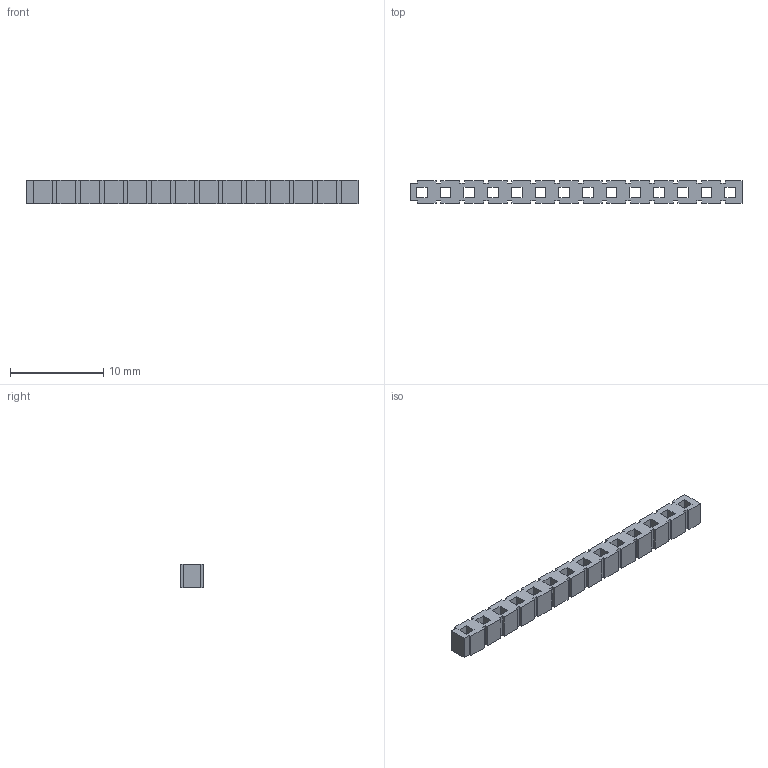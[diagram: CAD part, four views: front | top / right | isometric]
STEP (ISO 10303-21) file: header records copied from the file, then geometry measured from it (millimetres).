
FILE_DESCRIPTION(/* description */ (''),/* implementation_level */ '2;1');
FILE_NAME(/* name */ 'Stackable_Component2.step',/* time_stamp */ '2018-12-28T16:23:04-06:00',/* author */ ('tomservo63'),/* organization */ (''),/* preprocessor_version */ 'ST-DEVELOPER v17.2',/* originating_system */ 'Autodesk Translation Framework v7.6.0.251',/* authorisation */ '');
FILE_SCHEMA (('AUTOMOTIVE_DESIGN { 1 0 10303 214 3 1 1 }'));
Length unit declared in the file: inch
Products named in the file (1): Stackable_Component2
Bounding box: 35.56 x 2.41 x 2.54 mm (x, y, z)
Volume: 162 mm3; surface area: 516.6 mm2
Topology: 1 solids, 1 shells, 170 faces, 504 edges, 336 vertices
Faces by surface type: plane 170
Entity records: 5659 total; most frequent: CARTESIAN_POINT 1011, ORIENTED_EDGE 1008, DIRECTION 846, LINE 504, VECTOR 504, EDGE_CURVE 504, VERTEX_POINT 336, EDGE_LOOP 198
